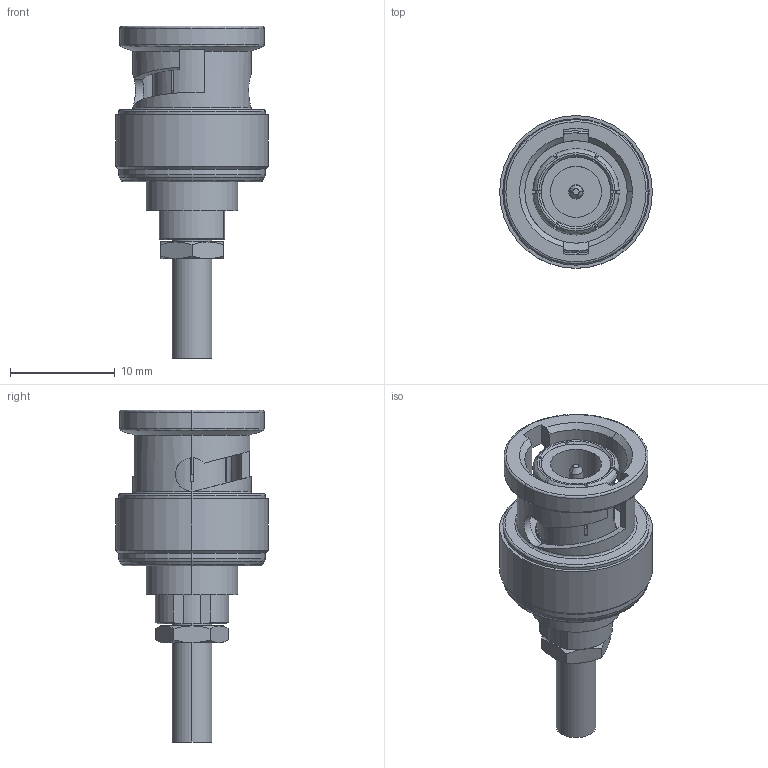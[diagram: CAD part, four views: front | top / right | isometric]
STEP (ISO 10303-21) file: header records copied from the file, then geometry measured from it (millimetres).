
FILE_DESCRIPTION (( 'STEP AP214' ), '1' );
FILE_NAME ('245-CON-BNC.STEP', '2016-07-29T08:06:01', ( 'allectra' ), ( 'Microsoft' ), 'SwSTEP 2.0', 'SolidWorks 2014', '' );
FILE_SCHEMA (( 'AUTOMOTIVE_DESIGN' ));
Length unit declared in the file: millimetre
Products named in the file (2): 245-CON-BNC
Bounding box: 14.6 x 14.6 x 31.75 mm (x, y, z)
Volume: 1920.3 mm3; surface area: 2119 mm2
Topology: 1 solids, 1 shells, 177 faces, 462 edges, 297 vertices
Faces by surface type: plane 58, cylinder 54, cone 41, bspline 24
Entity records: 8009 total; most frequent: CARTESIAN_POINT 1792, ORIENTED_EDGE 924, DIRECTION 859, EDGE_CURVE 462, AXIS2_PLACEMENT_3D 340, VERTEX_POINT 297, EDGE_LOOP 191, CIRCLE 185
